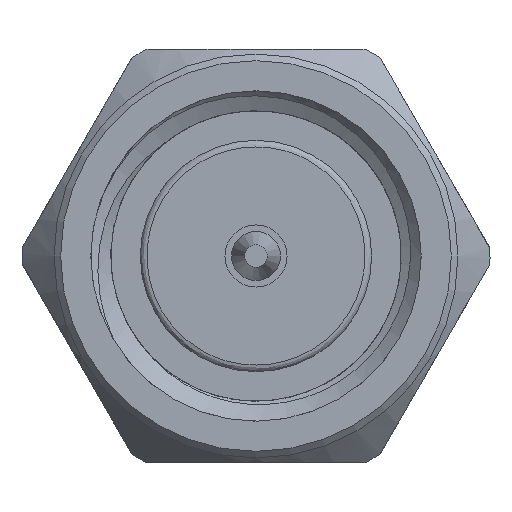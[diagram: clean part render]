
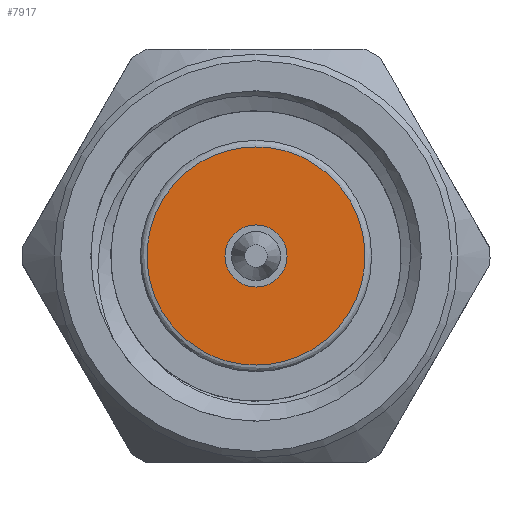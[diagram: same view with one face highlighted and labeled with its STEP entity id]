
A CAD part, left-side view. The second image highlights one B-rep face of the part: STEP entity #7917.
In plain terms, the highlighted planar face has unit normal (-1, 0, 0).
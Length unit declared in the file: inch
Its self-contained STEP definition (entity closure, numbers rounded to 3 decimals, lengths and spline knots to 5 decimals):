
#197 = FACE_BOUND ( 'NONE', #7514, .T. ) ;
#658 = DIRECTION ( 'NONE',  ( 0., 0.5, -0.866 ) ) ;
#739 = AXIS2_PLACEMENT_3D ( 'NONE', #1711, #6851, #3581 ) ;
#1153 = CARTESIAN_POINT ( 'NONE',  ( 0.11, 0.04125, -0.07145 ) ) ;
#1422 = VERTEX_POINT ( 'NONE', #1153 ) ;
#1711 = CARTESIAN_POINT ( 'NONE',  ( 0.11, 0., 0. ) ) ;
#2815 = CARTESIAN_POINT ( 'NONE',  ( 0.11, -0.04125, 0.07145 ) ) ;
#3078 = CARTESIAN_POINT ( 'NONE',  ( 0.11, 0.18414, 0.01105 ) ) ;
#3160 = AXIS2_PLACEMENT_3D ( 'NONE', #6331, #6390, #658 ) ;
#3476 = CARTESIAN_POINT ( 'NONE',  ( 0.11, 0.04125, -0.07145 ) ) ;
#3581 = DIRECTION ( 'NONE',  ( 0., 0.5, -0.866 ) ) ;
#3662 = PLANE ( 'NONE',  #739 ) ;
#3997 = EDGE_CURVE ( 'NONE', #1422, #7224, #5170, .T. ) ;
#4187 = VERTEX_POINT ( 'NONE', #6887 ) ;
#4563 = CIRCLE ( 'NONE', #3160, 0.0235 ) ;
#4626 = EDGE_CURVE ( 'NONE', #4187, #4187, #4563, .T. ) ;
#4960 = CARTESIAN_POINT ( 'NONE',  ( 0.11, 0.04125, -0.07145 ) ) ;
#5049 = CARTESIAN_POINT ( 'NONE',  ( 0.11, -0.04125, 0.07145 ) ) ;
#5169 = ORIENTED_EDGE ( 'NONE', *, *, #3997, .F. ) ;
#5170 =( BOUNDED_CURVE ( )  B_SPLINE_CURVE ( 3, ( #4960, #3078, #5736, #6368 ),
 .UNSPECIFIED., .F., .F. ) 
 B_SPLINE_CURVE_WITH_KNOTS ( ( 4, 4 ),
 ( 0., 1. ),
 .UNSPECIFIED. ) 
 CURVE ( )  GEOMETRIC_REPRESENTATION_ITEM ( )  RATIONAL_B_SPLINE_CURVE ( ( 1., 0.333, 0.333, 1. ) ) 
 REPRESENTATION_ITEM ( '' )  );
#5502 = EDGE_LOOP ( 'NONE', ( #5169, #7350 ) ) ;
#5736 = CARTESIAN_POINT ( 'NONE',  ( 0.11, 0.10164, 0.15395 ) ) ;
#6331 = CARTESIAN_POINT ( 'NONE',  ( 0.11, 0., 0. ) ) ;
#6332 = EDGE_CURVE ( 'NONE', #7224, #1422, #7186, .T. ) ;
#6368 = CARTESIAN_POINT ( 'NONE',  ( 0.11, -0.04125, 0.07145 ) ) ;
#6390 = DIRECTION ( 'NONE',  ( -1., 0., 0. ) ) ;
#6631 = ORIENTED_EDGE ( 'NONE', *, *, #4626, .F. ) ;
#6640 = FACE_OUTER_BOUND ( 'NONE', #5502, .T. ) ;
#6671 = CARTESIAN_POINT ( 'NONE',  ( 0.11, -0.18414, -0.01105 ) ) ;
#6851 = DIRECTION ( 'NONE',  ( 1., 0., 0. ) ) ;
#6887 = CARTESIAN_POINT ( 'NONE',  ( 0.11, 0.01175, -0.02035 ) ) ;
#7186 =( BOUNDED_CURVE ( )  B_SPLINE_CURVE ( 3, ( #2815, #6671, #7347, #3476 ),
 .UNSPECIFIED., .F., .F. ) 
 B_SPLINE_CURVE_WITH_KNOTS ( ( 4, 4 ),
 ( 0., 1. ),
 .UNSPECIFIED. ) 
 CURVE ( )  GEOMETRIC_REPRESENTATION_ITEM ( )  RATIONAL_B_SPLINE_CURVE ( ( 1., 0.333, 0.333, 1. ) ) 
 REPRESENTATION_ITEM ( '' )  );
#7224 = VERTEX_POINT ( 'NONE', #5049 ) ;
#7347 = CARTESIAN_POINT ( 'NONE',  ( 0.11, -0.10164, -0.15395 ) ) ;
#7350 = ORIENTED_EDGE ( 'NONE', *, *, #6332, .F. ) ;
#7514 = EDGE_LOOP ( 'NONE', ( #6631 ) ) ;
#7917 = ADVANCED_FACE ( 'NONE', ( #197, #6640 ), #3662, .F. ) ;
